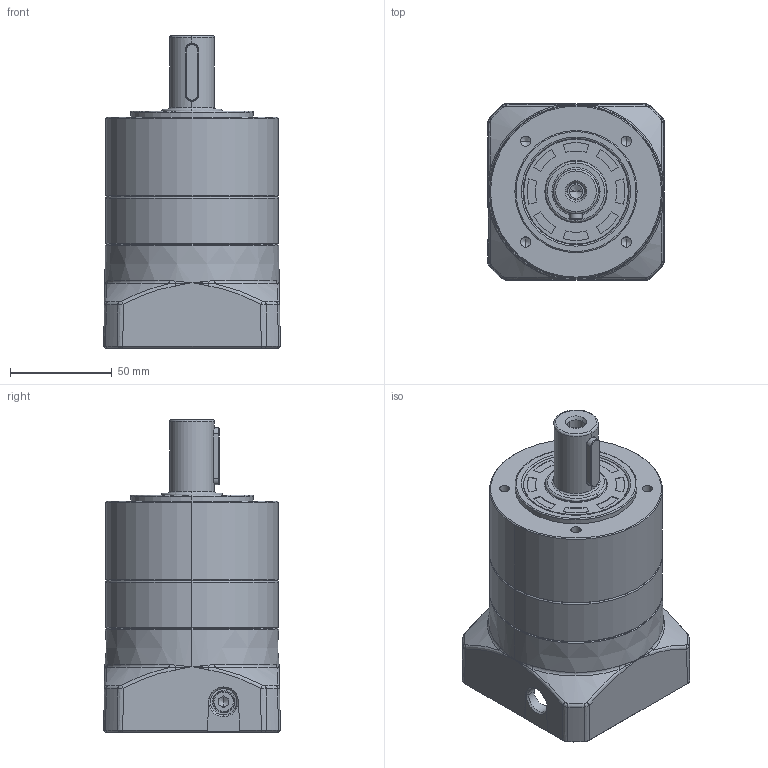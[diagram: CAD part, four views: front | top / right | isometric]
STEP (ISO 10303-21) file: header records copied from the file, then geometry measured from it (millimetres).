
FILE_DESCRIPTION (( 'STEP AP214' ), '1' );
FILE_NAME ('FE-090-L1-P2-¦µ19-¦µ80-¦µ100-M6-42-C22.STEP', '2024-01-04T03:38:10', ( 'admin' ), ( '' ), 'SwSTEP 2.0', 'SolidWorks 2013', '' );
FILE_SCHEMA (( 'AUTOMOTIVE_DESIGN' ));
Length unit declared in the file: millimetre
Products named in the file (9): 镂空输入法兰FE090-80X51XM6; 怀堤俴陎殤FE090-C22; FBK嘎殤蚐猾 KG30x52x6; M5樓粟菜; A倰す瑩6X28; 单边锁输入轴FE090-19(带螺丝); 怀堤傷褲极FE090; 内齿圈FE090-D108; FE-090-L1-P2-朴19-朴80-朴100-M6-42-C22
Assembly tree (13 placements, depth 2):
  FE-090-L1-P2-朴19-朴80-朴100-M6-42-C22
    内齿圈FE090-D108
    怀堤傷褲极FE090
    单边锁输入轴FE090-19(带螺丝)
    A倰す瑩6X28
    M5樓粟菜  x6
    FBK嘎殤蚐猾 KG30x52x6
    怀堤俴陎殤FE090-C22
    镂空输入法兰FE090-80X51XM6
Bounding box: 86.77 x 86.77 x 153.5 mm (x, y, z)
Volume: 338279.1 mm3; surface area: 125109.5 mm2
Topology: 7 solids, 20 shells, 1218 faces, 3074 edges, 1871 vertices
Faces by surface type: bspline 358, cylinder 261, plane 247, cone 218, torus 79, sphere 55
Entity records: 48678 total; most frequent: CARTESIAN_POINT 26309, ORIENTED_EDGE 5247, DIRECTION 3658, EDGE_CURVE 2631, VERTEX_POINT 1627, AXIS2_PLACEMENT_3D 1536, EDGE_LOOP 1170, B_SPLINE_CURVE_WITH_KNOTS 1124
